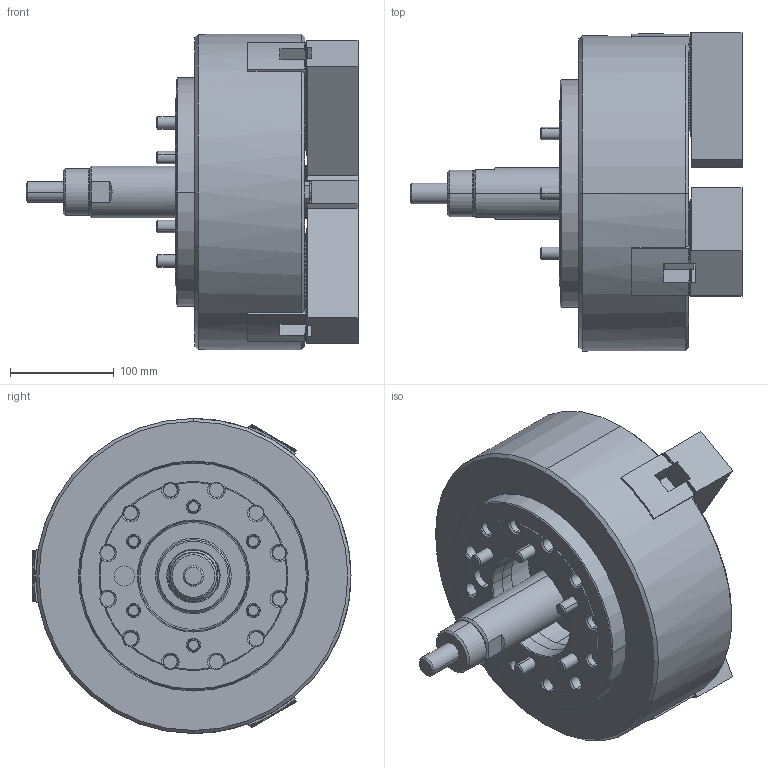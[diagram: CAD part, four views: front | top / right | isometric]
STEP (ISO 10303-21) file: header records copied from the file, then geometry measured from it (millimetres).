
FILE_DESCRIPTION (( 'STEP AP203' ), '1' );
FILE_NAME ('CF-3P-12A6.STEP', '2021-07-02T06:25:11', ( '' ), ( '' ), 'SwSTEP 2.0', 'SolidWorks 2016', '' );
FILE_SCHEMA (( 'CONFIG_CONTROL_DESIGN' ));
Length unit declared in the file: millimetre
Products named in the file (15): CF-3P-12-05000; 圓頭內六角螺栓_M12x30; CF-3P-10-06010; CF-3P-12A6; CF-3H-12-04000(T型塊); SJ-12H; 圓頭內六角螺栓_M5x12; CF-3P-12-01000; 圓頭內六角螺栓_M16x40; CF-3P-12-02000; 圓頭內六角螺栓_M16x100; CF-3P-12-03000; 圓頭內六角螺栓_M20x90; CF-3P-12-04000; CF-3H-10-12000-A6法蘭 
Assembly tree (37 placements, depth 2):
  CF-3P-12A6
    CF-3P-12-01000
    CF-3P-12-02000
    CF-3P-12-03000  x3
    CF-3P-12-04000
    CF-3P-12-05000
    CF-3P-10-06010
    CF-3H-12-04000(T型塊)  x3
    SJ-12H  x3
    圓頭內六角螺栓_M5x12  x3
    圓頭內六角螺栓_M16x40  x6
    圓頭內六角螺栓_M16x100  x6
    圓頭內六角螺栓_M20x90
    CF-3H-10-12000-A6法蘭 
    圓頭內六角螺栓_M12x30  x6
Bounding box: 320.25 x 306.75 x 304 mm (x, y, z)
Volume: 8879903 mm3; surface area: 896840.1 mm2
Topology: 37 solids, 37 shells, 4212 faces, 11935 edges, 7827 vertices
Faces by surface type: plane 2828, cylinder 1060, cone 314, torus 10
Entity records: 54791 total; most frequent: CARTESIAN_POINT 10498, ORIENTED_EDGE 9150, DIRECTION 8480, EDGE_CURVE 4575, VECTOR 3180, LINE 3180, VERTEX_POINT 2996, AXIS2_PLACEMENT_3D 2650
